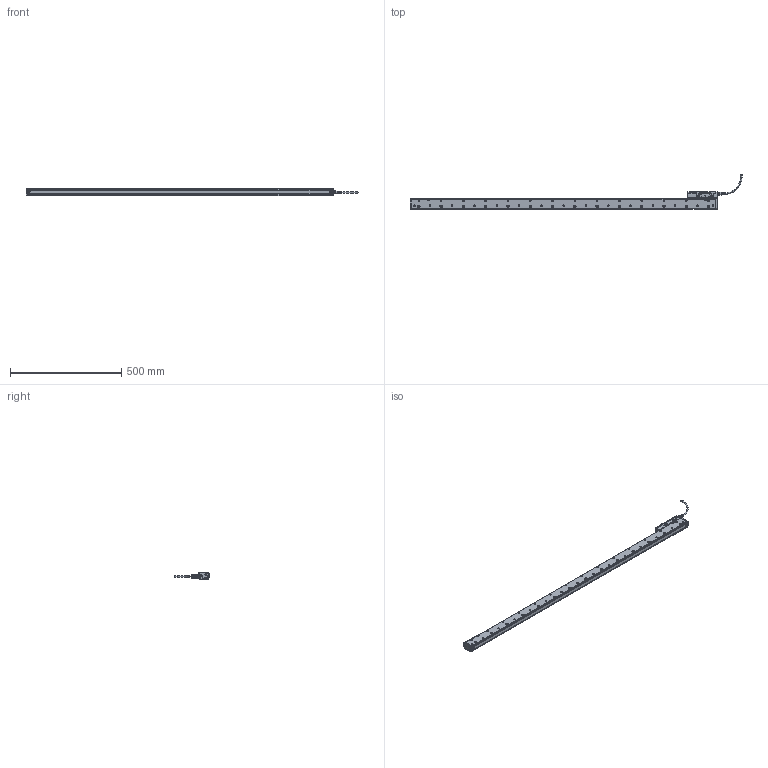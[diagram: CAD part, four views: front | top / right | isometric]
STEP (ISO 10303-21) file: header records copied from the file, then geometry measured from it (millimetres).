
FILE_DESCRIPTION(('CATIA V5 STEP'),'2;1');
FILE_NAME('SR67A-124-L.stp','2013-12-02T02:23:09+00:00',('none'),('none'),'CATIA Version 5 Release 19 SP 6 (IN-10)','CATIA V5 STEP AP214','none');
FILE_SCHEMA(('AUTOMOTIVE_DESIGN { 1 0 10303 214 1 1 1 1 }'));
Products named in the file (1): SR67A-124-L
Bounding box: 1489.4 x 153.8 x 31.5 mm (x, y, z)
Volume: 1830588.3 mm3; surface area: 300681 mm2
Topology: 1 solids, 153 shells, 4263 faces, 11354 edges, 7479 vertices
Faces by surface type: plane 1877, cylinder 1694, cone 440, torus 165, sphere 43, bspline 33, extrusion 11
Entity records: 130486 total; most frequent: CARTESIAN_POINT 30650, ORIENTED_EDGE 22508, DIRECTION 16672, EDGE_CURVE 11254, AXIS2_PLACEMENT_3D 7825, VERTEX_POINT 7475, VECTOR 5713, LINE 5702
